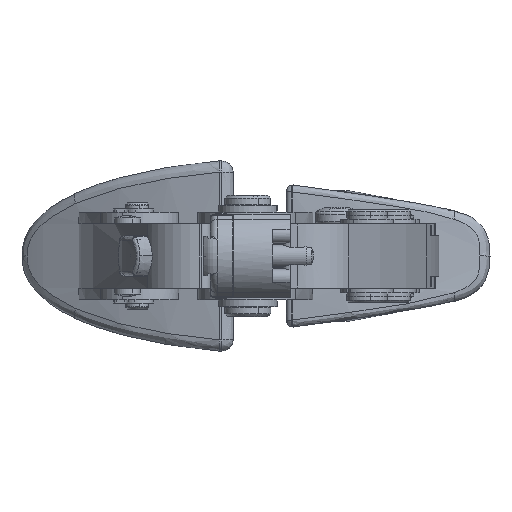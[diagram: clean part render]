
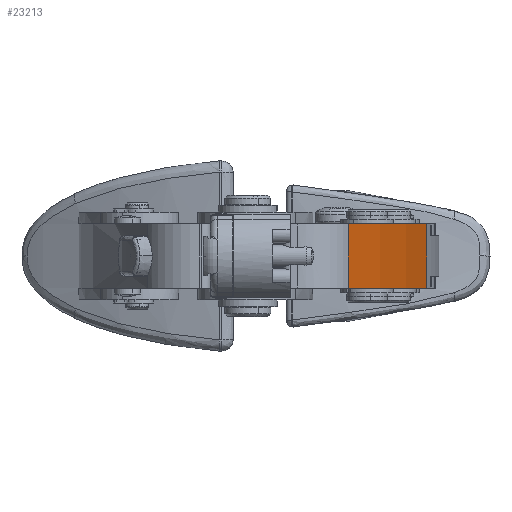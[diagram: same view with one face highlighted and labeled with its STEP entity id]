
A CAD part, left-side view. The second image highlights one B-rep face of the part: STEP entity #23213.
In plain terms, the highlighted cylindrical face has radius 136.613 mm (diameter 273.227 mm), a partial arc.
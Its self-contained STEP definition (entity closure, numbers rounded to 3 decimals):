
#22864=AXIS2_PLACEMENT_3D('Circle Axis2P3D',#22862,#22863,$) ;
#23193=AXIS2_PLACEMENT_3D('Cylinder Axis2P3D',#23190,#23191,#23192) ;
#23204=AXIS2_PLACEMENT_3D('Circle Axis2P3D',#23202,#23203,$) ;
#22859=CARTESIAN_POINT('Vertex',(7.397,24.571,22.06)) ;
#22862=CARTESIAN_POINT('Axis2P3D Location',(75.465,143.02,22.06)) ;
#22866=CARTESIAN_POINT('Vertex',(40.641,10.92,22.06)) ;
#23159=CARTESIAN_POINT('Line Origine',(40.641,10.92,16.51)) ;
#23163=CARTESIAN_POINT('Vertex',(40.641,10.92,10.96)) ;
#23190=CARTESIAN_POINT('Axis2P3D Location',(75.465,143.02,21.06)) ;
#23195=CARTESIAN_POINT('Line Origine',(7.397,24.571,21.06)) ;
#23199=CARTESIAN_POINT('Vertex',(7.397,24.571,10.96)) ;
#23202=CARTESIAN_POINT('Axis2P3D Location',(75.465,143.02,10.96)) ;
#22863=DIRECTION('Axis2P3D Direction',(0.,0.,-1.)) ;
#23160=DIRECTION('Vector Direction',(0.,0.,1.)) ;
#23191=DIRECTION('Axis2P3D Direction',(0.,0.,-1.)) ;
#23192=DIRECTION('Axis2P3D XDirection',(-0.239,-0.971,0.)) ;
#23196=DIRECTION('Vector Direction',(0.,0.,-1.)) ;
#23203=DIRECTION('Axis2P3D Direction',(0.,0.,-1.)) ;
#23161=VECTOR('Line Direction',#23160,1.) ;
#23197=VECTOR('Line Direction',#23196,1.) ;
#23208=ORIENTED_EDGE('',*,*,#23165,.F.) ;
#23209=ORIENTED_EDGE('',*,*,#22868,.T.) ;
#23210=ORIENTED_EDGE('',*,*,#23201,.T.) ;
#23211=ORIENTED_EDGE('',*,*,#23206,.F.) ;
#23213=ADVANCED_FACE('Hauptk\X2\00F6\X0\rper',(#23212),#23194,.T.) ;
#22865=CIRCLE('generated circle',#22864,136.614) ;
#23205=CIRCLE('generated circle',#23204,136.614) ;
#23194=CYLINDRICAL_SURFACE('generated cylinder',#23193,136.614) ;
#22868=EDGE_CURVE('',#22867,#22860,#22865,.T.) ;
#23165=EDGE_CURVE('',#22867,#23164,#23162,.F.) ;
#23201=EDGE_CURVE('',#22860,#23200,#23198,.T.) ;
#23206=EDGE_CURVE('',#23164,#23200,#23205,.T.) ;
#23207=EDGE_LOOP('',(#23208,#23209,#23210,#23211)) ;
#23212=FACE_OUTER_BOUND('',#23207,.T.) ;
#23162=LINE('Line',#23159,#23161) ;
#23198=LINE('Line',#23195,#23197) ;
#22860=VERTEX_POINT('',#22859) ;
#22867=VERTEX_POINT('',#22866) ;
#23164=VERTEX_POINT('',#23163) ;
#23200=VERTEX_POINT('',#23199) ;
